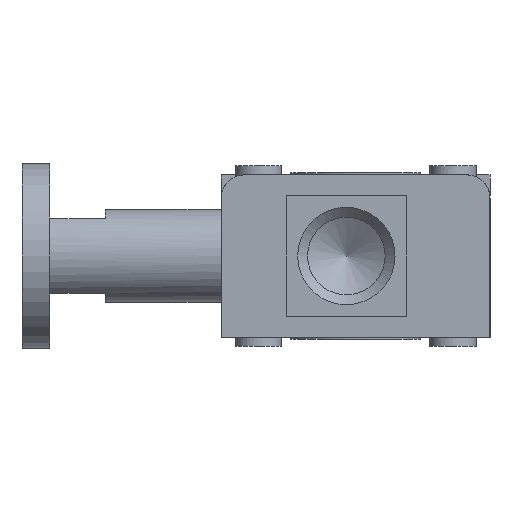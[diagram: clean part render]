
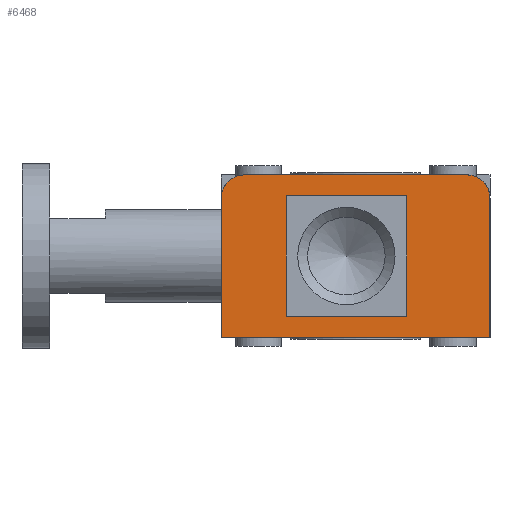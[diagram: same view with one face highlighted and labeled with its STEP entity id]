
A CAD part, left-side view. The second image highlights one B-rep face of the part: STEP entity #6468.
In plain terms, the highlighted planar face has unit normal (-1, 0, 0).
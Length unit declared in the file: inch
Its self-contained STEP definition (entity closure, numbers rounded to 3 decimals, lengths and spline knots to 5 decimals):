
#547=FACE_BOUND('',#1127,.T.);
#765=FACE_OUTER_BOUND('',#1126,.T.);
#1126=EDGE_LOOP('',(#5231,#5232,#5233,#5234,#5235,#5236));
#1127=EDGE_LOOP('',(#5237,#5238,#5239,#5240));
#1310=CIRCLE('',#6835,0.09843);
#1311=CIRCLE('',#6837,0.09843);
#1708=LINE('',#10392,#2210);
#1711=LINE('',#10397,#2213);
#1713=LINE('',#10401,#2215);
#1715=LINE('',#10404,#2217);
#1720=LINE('',#10420,#2222);
#1788=LINE('',#10696,#2290);
#1789=LINE('',#10697,#2291);
#1790=LINE('',#10698,#2292);
#2210=VECTOR('',#7618,0.3937);
#2213=VECTOR('',#7623,0.3937);
#2215=VECTOR('',#7627,0.3937);
#2217=VECTOR('',#7631,0.3937);
#2222=VECTOR('',#7648,0.3937);
#2290=VECTOR('',#7858,0.3937);
#2291=VECTOR('',#7859,0.3937);
#2292=VECTOR('',#7860,0.3937);
#2786=VERTEX_POINT('',#10390);
#2787=VERTEX_POINT('',#10391);
#2788=VERTEX_POINT('',#10396);
#2789=VERTEX_POINT('',#10400);
#2793=VERTEX_POINT('',#10417);
#2794=VERTEX_POINT('',#10419);
#2860=VERTEX_POINT('',#10687);
#2861=VERTEX_POINT('',#10689);
#2862=VERTEX_POINT('',#10693);
#2863=VERTEX_POINT('',#10694);
#3574=EDGE_CURVE('',#2786,#2787,#1708,.T.);
#3577=EDGE_CURVE('',#2787,#2788,#1711,.T.);
#3579=EDGE_CURVE('',#2788,#2789,#1713,.T.);
#3581=EDGE_CURVE('',#2789,#2786,#1715,.T.);
#3588=EDGE_CURVE('',#2793,#2794,#1720,.T.);
#3690=EDGE_CURVE('',#2860,#2861,#1310,.T.);
#3692=EDGE_CURVE('',#2862,#2863,#1311,.T.);
#3693=EDGE_CURVE('',#2861,#2862,#1788,.T.);
#3694=EDGE_CURVE('',#2794,#2860,#1789,.T.);
#3695=EDGE_CURVE('',#2863,#2793,#1790,.T.);
#5231=ORIENTED_EDGE('',*,*,#3692,.F.);
#5232=ORIENTED_EDGE('',*,*,#3693,.F.);
#5233=ORIENTED_EDGE('',*,*,#3690,.F.);
#5234=ORIENTED_EDGE('',*,*,#3694,.F.);
#5235=ORIENTED_EDGE('',*,*,#3588,.F.);
#5236=ORIENTED_EDGE('',*,*,#3695,.F.);
#5237=ORIENTED_EDGE('',*,*,#3581,.T.);
#5238=ORIENTED_EDGE('',*,*,#3574,.T.);
#5239=ORIENTED_EDGE('',*,*,#3577,.T.);
#5240=ORIENTED_EDGE('',*,*,#3579,.T.);
#5924=PLANE('',#6836);
#6468=ADVANCED_FACE('',(#765,#547),#5924,.T.);
#6835=AXIS2_PLACEMENT_3D('',#10690,#7851,#7852);
#6836=AXIS2_PLACEMENT_3D('',#10692,#7854,#7855);
#6837=AXIS2_PLACEMENT_3D('',#10695,#7856,#7857);
#7618=DIRECTION('',(0.,0.,1.));
#7623=DIRECTION('',(0.,-1.,0.));
#7627=DIRECTION('',(0.,0.,-1.));
#7631=DIRECTION('',(0.,1.,0.));
#7648=DIRECTION('',(0.,1.,0.));
#7851=DIRECTION('center_axis',(1.,0.,0.));
#7852=DIRECTION('ref_axis',(0.,0.707,0.707));
#7854=DIRECTION('center_axis',(-1.,0.,0.));
#7855=DIRECTION('ref_axis',(0.,-1.,0.));
#7856=DIRECTION('center_axis',(1.,0.,0.));
#7857=DIRECTION('ref_axis',(0.,-0.707,0.707));
#7858=DIRECTION('',(0.,-1.,0.));
#7859=DIRECTION('',(0.,0.,1.));
#7860=DIRECTION('',(0.,0.,-1.));
#10390=CARTESIAN_POINT('',(-2.65748,0.29528,-0.25591));
#10391=CARTESIAN_POINT('',(-2.65748,0.29528,0.25591));
#10392=CARTESIAN_POINT('',(-2.65748,0.29528,-0.12795));
#10396=CARTESIAN_POINT('',(-2.65748,-0.21654,0.25591));
#10397=CARTESIAN_POINT('',(-2.65748,0.43307,0.25591));
#10400=CARTESIAN_POINT('',(-2.65748,-0.21654,-0.25591));
#10401=CARTESIAN_POINT('',(-2.65748,-0.21654,0.12795));
#10404=CARTESIAN_POINT('',(-2.65748,0.17717,-0.25591));
#10417=CARTESIAN_POINT('',(-2.65748,-0.57087,-0.34449));
#10419=CARTESIAN_POINT('',(-2.65748,0.57087,-0.34449));
#10420=CARTESIAN_POINT('',(-2.65748,0.57087,-0.34449));
#10687=CARTESIAN_POINT('',(-2.65748,0.57087,0.24606));
#10689=CARTESIAN_POINT('',(-2.65748,0.47244,0.34449));
#10690=CARTESIAN_POINT('Origin',(-2.65748,0.47244,0.24606));
#10692=CARTESIAN_POINT('Origin',(-2.65748,0.57087,0.));
#10693=CARTESIAN_POINT('',(-2.65748,-0.47244,0.34449));
#10694=CARTESIAN_POINT('',(-2.65748,-0.57087,0.24606));
#10695=CARTESIAN_POINT('Origin',(-2.65748,-0.47244,0.24606));
#10696=CARTESIAN_POINT('',(-2.65748,0.57087,0.34449));
#10697=CARTESIAN_POINT('',(-2.65748,0.57087,0.));
#10698=CARTESIAN_POINT('',(-2.65748,-0.57087,0.));
